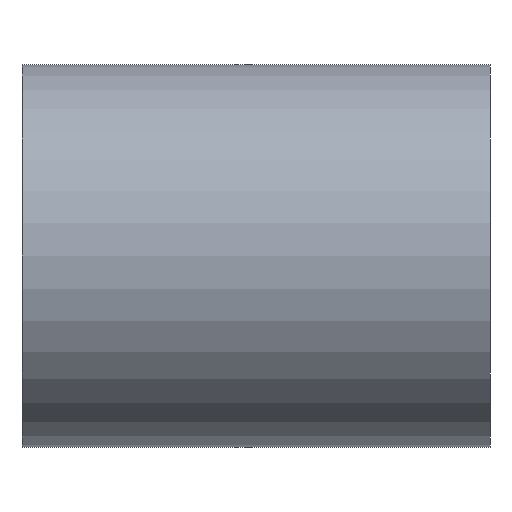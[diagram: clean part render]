
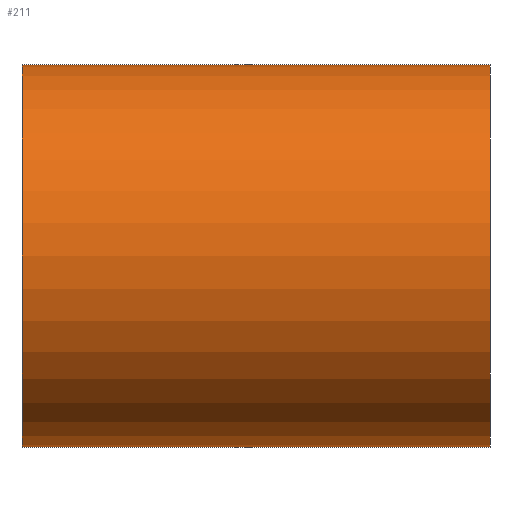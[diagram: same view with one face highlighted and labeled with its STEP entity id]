
A CAD part, left-side view. The second image highlights one B-rep face of the part: STEP entity #211.
In plain terms, the highlighted cylindrical face has radius 22.5 mm (diameter 45 mm), a partial arc.
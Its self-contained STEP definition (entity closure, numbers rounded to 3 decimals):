
#3 = EDGE_LOOP ( 'NONE', ( #223, #324, #127, #276 ) ) ;
#9 = AXIS2_PLACEMENT_3D ( 'NONE', #241, #271, #295 ) ;
#28 = CARTESIAN_POINT ( 'NONE',  ( 0., 55., 22.5 ) ) ;
#32 = FACE_OUTER_BOUND ( 'NONE', #3, .T. ) ;
#33 = CIRCLE ( 'NONE', #177, 22.5 ) ;
#39 = VERTEX_POINT ( 'NONE', #332 ) ;
#49 = CARTESIAN_POINT ( 'NONE',  ( 0., 0., -22.5 ) ) ;
#67 = DIRECTION ( 'NONE',  ( 0., 1., 0. ) ) ;
#82 = CARTESIAN_POINT ( 'NONE',  ( 0., 0., 22.5 ) ) ;
#98 = CARTESIAN_POINT ( 'NONE',  ( 0., 0., 0. ) ) ;
#123 = EDGE_CURVE ( 'NONE', #267, #145, #230, .T. ) ;
#127 = ORIENTED_EDGE ( 'NONE', *, *, #203, .T. ) ;
#145 = VERTEX_POINT ( 'NONE', #82 ) ;
#155 = VECTOR ( 'NONE', #325, 1000. ) ;
#157 = DIRECTION ( 'NONE',  ( 0., -1., 0. ) ) ;
#170 = DIRECTION ( 'NONE',  ( 0., 0., 1. ) ) ;
#177 = AXIS2_PLACEMENT_3D ( 'NONE', #201, #67, #170 ) ;
#184 = VECTOR ( 'NONE', #157, 1000. ) ;
#194 = CARTESIAN_POINT ( 'NONE',  ( 0., 55., -22.5 ) ) ;
#201 = CARTESIAN_POINT ( 'NONE',  ( 0., 55., 0. ) ) ;
#203 = EDGE_CURVE ( 'NONE', #39, #267, #320, .T. ) ;
#205 = DIRECTION ( 'NONE',  ( 0., 1., 0. ) ) ;
#211 = ADVANCED_FACE ( 'NONE', ( #32 ), #244, .T. ) ;
#223 = ORIENTED_EDGE ( 'NONE', *, *, #323, .F. ) ;
#224 = VERTEX_POINT ( 'NONE', #315 ) ;
#225 = AXIS2_PLACEMENT_3D ( 'NONE', #98, #205, #306 ) ;
#230 = CIRCLE ( 'NONE', #225, 22.5 ) ;
#241 = CARTESIAN_POINT ( 'NONE',  ( 0., 55., 0. ) ) ;
#244 = CYLINDRICAL_SURFACE ( 'NONE', #9, 22.5 ) ;
#264 = LINE ( 'NONE', #28, #155 ) ;
#267 = VERTEX_POINT ( 'NONE', #49 ) ;
#271 = DIRECTION ( 'NONE',  ( 0., -1., 0. ) ) ;
#274 = EDGE_CURVE ( 'NONE', #39, #224, #33, .T. ) ;
#276 = ORIENTED_EDGE ( 'NONE', *, *, #123, .T. ) ;
#295 = DIRECTION ( 'NONE',  ( 0., 0., -1. ) ) ;
#306 = DIRECTION ( 'NONE',  ( 0., 0., 1. ) ) ;
#315 = CARTESIAN_POINT ( 'NONE',  ( 0., 55., 22.5 ) ) ;
#320 = LINE ( 'NONE', #194, #184 ) ;
#323 = EDGE_CURVE ( 'NONE', #224, #145, #264, .T. ) ;
#324 = ORIENTED_EDGE ( 'NONE', *, *, #274, .F. ) ;
#325 = DIRECTION ( 'NONE',  ( 0., -1., 0. ) ) ;
#332 = CARTESIAN_POINT ( 'NONE',  ( 0., 55., -22.5 ) ) ;
